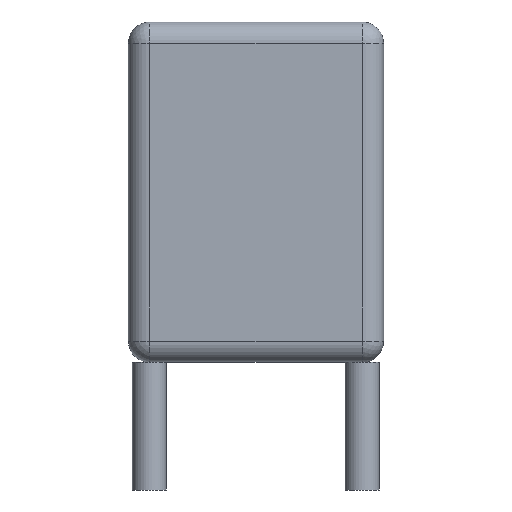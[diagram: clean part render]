
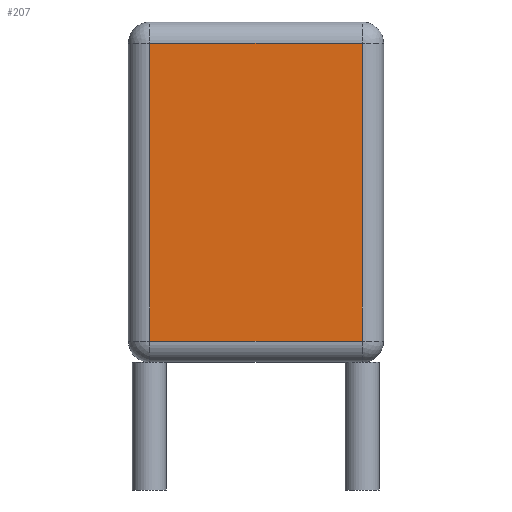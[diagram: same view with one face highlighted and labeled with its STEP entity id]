
A CAD part, front view. The second image highlights one B-rep face of the part: STEP entity #207.
In plain terms, the highlighted planar face has unit normal (0, -1, 0).
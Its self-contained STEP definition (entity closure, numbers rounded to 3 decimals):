
#28=PLANE('',#254);
#44=FACE_OUTER_BOUND('',#60,.T.);
#60=EDGE_LOOP('',(#182,#183,#184,#185));
#67=LINE('',#359,#77);
#68=LINE('',#365,#78);
#69=LINE('',#373,#79);
#70=LINE('',#377,#80);
#77=VECTOR('',#289,10.);
#78=VECTOR('',#298,10.);
#79=VECTOR('',#309,10.);
#80=VECTOR('',#316,10.);
#104=VERTEX_POINT('',#356);
#105=VERTEX_POINT('',#358);
#106=VERTEX_POINT('',#362);
#108=VERTEX_POINT('',#370);
#122=EDGE_CURVE('',#104,#105,#67,.T.);
#126=EDGE_CURVE('',#105,#106,#68,.T.);
#130=EDGE_CURVE('',#106,#108,#69,.T.);
#132=EDGE_CURVE('',#108,#104,#70,.T.);
#182=ORIENTED_EDGE('',*,*,#122,.F.);
#183=ORIENTED_EDGE('',*,*,#132,.F.);
#184=ORIENTED_EDGE('',*,*,#130,.F.);
#185=ORIENTED_EDGE('',*,*,#126,.F.);
#207=ADVANCED_FACE('',(#44),#28,.T.);
#254=AXIS2_PLACEMENT_3D('',#385,#327,#328);
#289=DIRECTION('',(1.,0.,0.));
#298=DIRECTION('',(0.,0.,-1.));
#309=DIRECTION('',(-1.,0.,0.));
#316=DIRECTION('',(0.,0.,1.));
#327=DIRECTION('center_axis',(0.,-1.,0.));
#328=DIRECTION('ref_axis',(1.,0.,0.));
#356=CARTESIAN_POINT('',(0.005,-0.499,10.5));
#358=CARTESIAN_POINT('',(5.005,-0.499,10.5));
#359=CARTESIAN_POINT('',(1.005,-0.499,10.5));
#362=CARTESIAN_POINT('',(5.005,-0.499,3.5));
#365=CARTESIAN_POINT('',(5.005,-0.499,3.));
#370=CARTESIAN_POINT('',(0.005,-0.499,3.5));
#373=CARTESIAN_POINT('',(1.005,-0.499,3.5));
#377=CARTESIAN_POINT('',(0.005,-0.499,3.));
#385=CARTESIAN_POINT('Origin',(-0.495,-0.499,3.));
